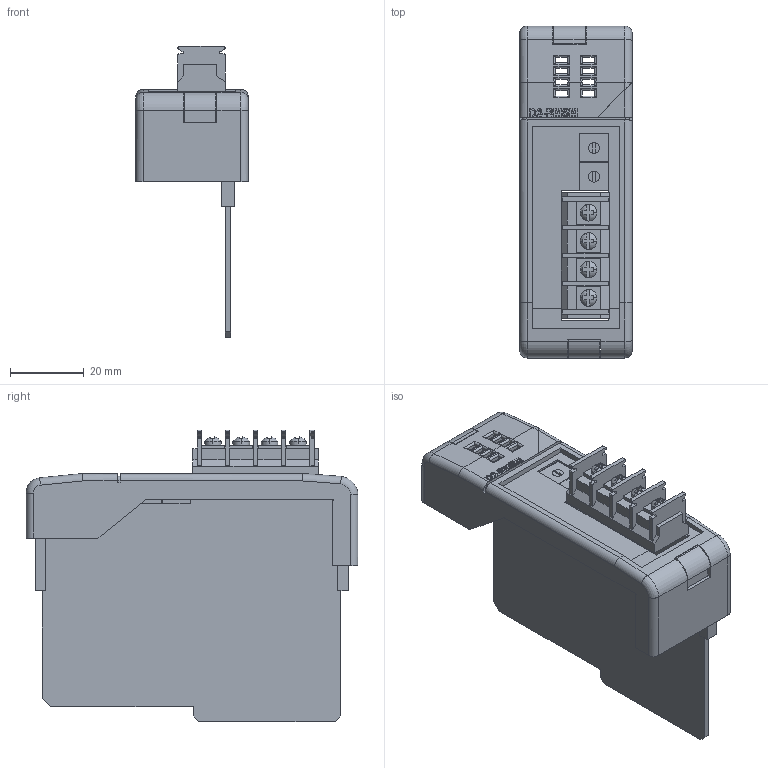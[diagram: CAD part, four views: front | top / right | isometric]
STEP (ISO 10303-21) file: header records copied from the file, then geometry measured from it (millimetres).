
FILE_DESCRIPTION (( 'STEP AP214' ), '1' );
FILE_NAME ('D2-RMSM.STEP', '2011-04-06T19:02:45', ( ' ' ), ( ' ' ), 'SwSTEP 2.0', 'SolidWorks 2009', '' );
FILE_SCHEMA (( 'AUTOMOTIVE_DESIGN' ));
Length unit declared in the file: millimetre
Products named in the file (1): D2-RMSM
Bounding box: 30.55 x 90 x 79 mm (x, y, z)
Volume: 21282.5 mm3; surface area: 29291.7 mm2
Topology: 7 solids, 7 shells, 658 faces, 1840 edges, 1204 vertices
Faces by surface type: plane 442, cylinder 150, bspline 41, sphere 16, torus 9
Entity records: 30337 total; most frequent: CARTESIAN_POINT 6396, ORIENTED_EDGE 3680, DIRECTION 3213, EDGE_CURVE 1840, VECTOR 1379, LINE 1379, VERTEX_POINT 1204, AXIS2_PLACEMENT_3D 917
